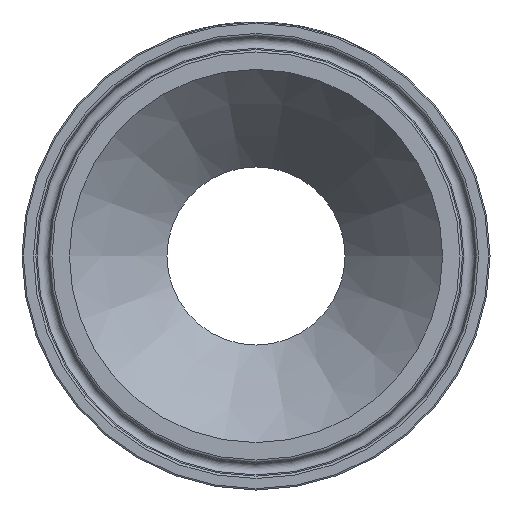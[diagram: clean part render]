
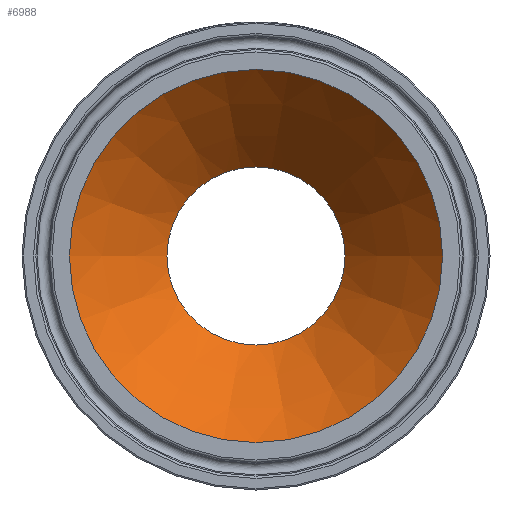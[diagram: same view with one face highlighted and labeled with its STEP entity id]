
A CAD part, left-side view. The second image highlights one B-rep face of the part: STEP entity #6988.
In plain terms, the highlighted conical face has half-angle 41.424 degrees and reference radius 26.924 mm.
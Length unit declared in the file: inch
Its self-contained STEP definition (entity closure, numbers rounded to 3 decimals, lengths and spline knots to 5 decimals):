
#27=CONICAL_SURFACE('',#7426,1.06,41.424);
#124=FACE_BOUND('',#1298,.T.);
#850=FACE_OUTER_BOUND('',#1297,.T.);
#1297=EDGE_LOOP('',(#6530));
#1298=EDGE_LOOP('',(#6531));
#1474=CIRCLE('',#7412,1.435);
#1481=CIRCLE('',#7425,0.685);
#3447=VERTEX_POINT('',#15221);
#3454=VERTEX_POINT('',#15241);
#4474=EDGE_CURVE('',#3447,#3447,#1474,.T.);
#4481=EDGE_CURVE('',#3454,#3454,#1481,.T.);
#6530=ORIENTED_EDGE('',*,*,#4474,.F.);
#6531=ORIENTED_EDGE('',*,*,#4481,.T.);
#6988=ADVANCED_FACE('',(#850,#124),#27,.F.);
#7412=AXIS2_PLACEMENT_3D('',#15222,#8735,#8736);
#7425=AXIS2_PLACEMENT_3D('',#15242,#8761,#8762);
#7426=AXIS2_PLACEMENT_3D('',#15243,#8763,#8764);
#8735=DIRECTION('center_axis',(1.,0.,0.));
#8736=DIRECTION('ref_axis',(0.,0.,-1.));
#8761=DIRECTION('center_axis',(1.,0.,0.));
#8762=DIRECTION('ref_axis',(0.,0.,-1.));
#8763=DIRECTION('center_axis',(-1.,0.,0.));
#8764=DIRECTION('ref_axis',(0.,1.,0.));
#15221=CARTESIAN_POINT('',(0.,1.435,0.));
#15222=CARTESIAN_POINT('Origin',(0.,0.,0.));
#15241=CARTESIAN_POINT('',(0.85,0.685,0.));
#15242=CARTESIAN_POINT('Origin',(0.85,0.,0.));
#15243=CARTESIAN_POINT('Origin',(0.425,0.,0.));
